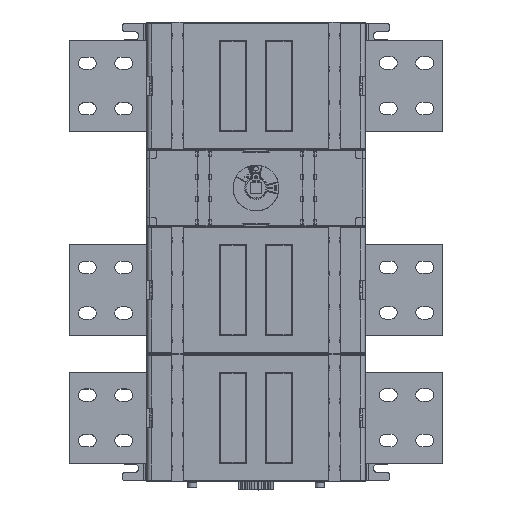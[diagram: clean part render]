
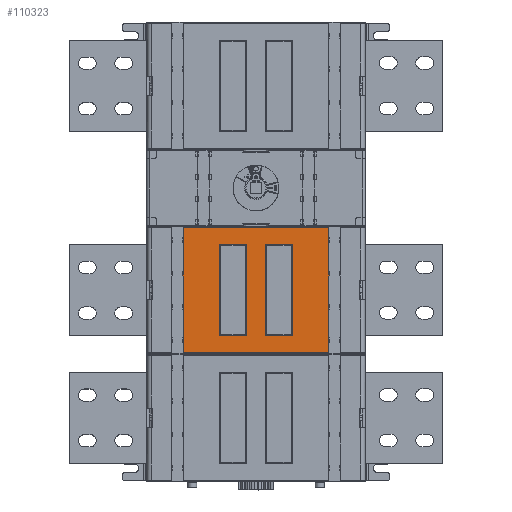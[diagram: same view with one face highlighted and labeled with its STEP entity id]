
A CAD part, top view. The second image highlights one B-rep face of the part: STEP entity #110323.
In plain terms, the highlighted planar face has unit normal (0, 0, 1).
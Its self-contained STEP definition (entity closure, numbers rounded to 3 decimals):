
#32197=DIRECTION('',(0.,1.,0.));
#32198=VECTOR('',#32197,137.022);
#32199=CARTESIAN_POINT('',(90.991,-236.679,
205.792));
#32200=LINE('',#32199,#32198);
#32289=CARTESIAN_POINT('',(-0.009,-217.168,
205.792));
#32290=DIRECTION('',(0.,0.,1.));
#32291=DIRECTION('',(0.,-1.,0.));
#32292=AXIS2_PLACEMENT_3D('',#32289,#32290,#32291);
#32294=CARTESIAN_POINT('',(-0.009,-119.168,
205.792));
#32295=DIRECTION('',(0.,0.,1.));
#32296=DIRECTION('',(1.,0.,0.));
#32297=AXIS2_PLACEMENT_3D('',#32294,#32295,#32296);
#32299=CARTESIAN_POINT('',(-28.009,-119.168,
205.792));
#32300=DIRECTION('',(0.,0.,1.));
#32301=DIRECTION('',(0.,1.,0.));
#32302=AXIS2_PLACEMENT_3D('',#32299,#32300,#32301);
#32304=CARTESIAN_POINT('',(-28.009,-217.168,
205.792));
#32305=DIRECTION('',(0.,0.,1.));
#32306=DIRECTION('',(-1.,0.,0.));
#32307=AXIS2_PLACEMENT_3D('',#32304,#32305,#32306);
#32309=CARTESIAN_POINT('',(21.991,-119.168,
205.792));
#32310=DIRECTION('',(0.,0.,1.));
#32311=DIRECTION('',(0.,1.,0.));
#32312=AXIS2_PLACEMENT_3D('',#32309,#32310,#32311);
#32314=CARTESIAN_POINT('',(21.991,-217.168,
205.792));
#32315=DIRECTION('',(0.,0.,1.));
#32316=DIRECTION('',(-1.,0.,0.));
#32317=AXIS2_PLACEMENT_3D('',#32314,#32315,#32316);
#32319=CARTESIAN_POINT('',(49.991,-217.168,
205.792));
#32320=DIRECTION('',(0.,0.,1.));
#32321=DIRECTION('',(0.,-1.,0.));
#32322=AXIS2_PLACEMENT_3D('',#32319,#32320,#32321);
#32324=CARTESIAN_POINT('',(49.991,-119.168,
205.792));
#32325=DIRECTION('',(0.,0.,1.));
#32326=DIRECTION('',(1.,0.,0.));
#32327=AXIS2_PLACEMENT_3D('',#32324,#32325,#32326);
#32333=DIRECTION('',(-1.,0.,0.));
#32334=VECTOR('',#32333,160.);
#32335=CARTESIAN_POINT('',(90.991,-99.656,
205.792));
#32336=LINE('',#32335,#32334);
#32347=DIRECTION('',(0.,-1.,0.));
#32348=VECTOR('',#32347,137.022);
#32349=CARTESIAN_POINT('',(-69.009,-99.656,
205.792));
#32350=LINE('',#32349,#32348);
#32433=DIRECTION('',(1.,0.,0.));
#32434=VECTOR('',#32433,160.);
#32435=CARTESIAN_POINT('',(-69.009,-236.679,
205.792));
#32436=LINE('',#32435,#32434);
#32684=DIRECTION('',(-1.,0.,0.));
#32685=VECTOR('',#32684,28.);
#32686=CARTESIAN_POINT('',(-0.009,-218.168,
205.792));
#32687=LINE('',#32686,#32685);
#32719=DIRECTION('',(0.,1.,0.));
#32720=VECTOR('',#32719,98.);
#32721=CARTESIAN_POINT('',(-29.009,-217.168,
205.792));
#32722=LINE('',#32721,#32720);
#32754=DIRECTION('',(1.,0.,0.));
#32755=VECTOR('',#32754,28.);
#32756=CARTESIAN_POINT('',(-28.009,-118.168,
205.792));
#32757=LINE('',#32756,#32755);
#32902=DIRECTION('',(0.,-1.,0.));
#32903=VECTOR('',#32902,98.);
#32904=CARTESIAN_POINT('',(0.991,-119.168,
205.792));
#32905=LINE('',#32904,#32903);
#33029=DIRECTION('',(1.,0.,0.));
#33030=VECTOR('',#33029,28.);
#33031=CARTESIAN_POINT('',(21.991,-118.168,
205.792));
#33032=LINE('',#33031,#33030);
#33064=DIRECTION('',(0.,-1.,0.));
#33065=VECTOR('',#33064,98.);
#33066=CARTESIAN_POINT('',(50.991,-119.168,
205.792));
#33067=LINE('',#33066,#33065);
#33099=DIRECTION('',(-1.,0.,0.));
#33100=VECTOR('',#33099,28.);
#33101=CARTESIAN_POINT('',(49.991,-218.168,
205.792));
#33102=LINE('',#33101,#33100);
#33111=DIRECTION('',(0.,1.,0.));
#33112=VECTOR('',#33111,98.);
#33113=CARTESIAN_POINT('',(20.991,-217.168,
205.792));
#33114=LINE('',#33113,#33112);
#56900=CARTESIAN_POINT('',(90.991,-236.679,
205.792));
#56901=CARTESIAN_POINT('',(90.991,-99.656,
205.792));
#56902=VERTEX_POINT('',#56900);
#56903=VERTEX_POINT('',#56901);
#56920=CARTESIAN_POINT('',(-69.009,-99.656,
205.792));
#56921=VERTEX_POINT('',#56920);
#56922=CARTESIAN_POINT('',(-69.009,-236.679,
205.792));
#56923=VERTEX_POINT('',#56922);
#56924=CARTESIAN_POINT('',(-0.009,-218.168,
205.792));
#56925=CARTESIAN_POINT('',(0.991,-217.168,
205.792));
#56926=VERTEX_POINT('',#56924);
#56927=VERTEX_POINT('',#56925);
#56928=CARTESIAN_POINT('',(0.991,-119.168,
205.792));
#56929=VERTEX_POINT('',#56928);
#56930=CARTESIAN_POINT('',(-0.009,-118.168,
205.792));
#56931=VERTEX_POINT('',#56930);
#56932=CARTESIAN_POINT('',(-28.009,-118.168,
205.792));
#56933=VERTEX_POINT('',#56932);
#56934=CARTESIAN_POINT('',(-29.009,-119.168,
205.792));
#56935=VERTEX_POINT('',#56934);
#56936=CARTESIAN_POINT('',(-29.009,-217.168,
205.792));
#56937=VERTEX_POINT('',#56936);
#56938=CARTESIAN_POINT('',(-28.009,-218.168,
205.792));
#56939=VERTEX_POINT('',#56938);
#56940=CARTESIAN_POINT('',(21.991,-118.168,
205.792));
#56941=CARTESIAN_POINT('',(20.991,-119.168,
205.792));
#56942=VERTEX_POINT('',#56940);
#56943=VERTEX_POINT('',#56941);
#56944=CARTESIAN_POINT('',(20.991,-217.168,
205.792));
#56945=VERTEX_POINT('',#56944);
#56946=CARTESIAN_POINT('',(21.991,-218.168,
205.792));
#56947=VERTEX_POINT('',#56946);
#56948=CARTESIAN_POINT('',(49.991,-218.168,
205.792));
#56949=VERTEX_POINT('',#56948);
#56950=CARTESIAN_POINT('',(50.991,-217.168,
205.792));
#56951=VERTEX_POINT('',#56950);
#56952=CARTESIAN_POINT('',(50.991,-119.168,
205.792));
#56953=VERTEX_POINT('',#56952);
#56954=CARTESIAN_POINT('',(49.991,-118.168,
205.792));
#56955=VERTEX_POINT('',#56954);
#110273=CARTESIAN_POINT('',(10.991,-168.168,
205.792));
#110274=DIRECTION('',(0.,0.,1.));
#110275=DIRECTION('',(1.,0.,0.));
#110276=AXIS2_PLACEMENT_3D('',#110273,#110274,#110275);
#110277=PLANE('',#110276);
#110279=ORIENTED_EDGE('',*,*,#110278,.F.);
#110280=ORIENTED_EDGE('',*,*,#110226,.F.);
#110282=ORIENTED_EDGE('',*,*,#110281,.F.);
#110284=ORIENTED_EDGE('',*,*,#110283,.F.);
#110285=EDGE_LOOP('',(#110279,#110280,#110282,#110284));
#110286=FACE_OUTER_BOUND('',#110285,.F.);
#110288=ORIENTED_EDGE('',*,*,#110287,.T.);
#110290=ORIENTED_EDGE('',*,*,#110289,.F.);
#110292=ORIENTED_EDGE('',*,*,#110291,.T.);
#110294=ORIENTED_EDGE('',*,*,#110293,.F.);
#110296=ORIENTED_EDGE('',*,*,#110295,.T.);
#110298=ORIENTED_EDGE('',*,*,#110297,.F.);
#110300=ORIENTED_EDGE('',*,*,#110299,.T.);
#110302=ORIENTED_EDGE('',*,*,#110301,.F.);
#110303=EDGE_LOOP('',(#110288,#110290,#110292,#110294,#110296,#110298,#110300,
#110302));
#110304=FACE_BOUND('',#110303,.F.);
#110306=ORIENTED_EDGE('',*,*,#110305,.T.);
#110308=ORIENTED_EDGE('',*,*,#110307,.F.);
#110310=ORIENTED_EDGE('',*,*,#110309,.T.);
#110312=ORIENTED_EDGE('',*,*,#110311,.F.);
#110314=ORIENTED_EDGE('',*,*,#110313,.T.);
#110316=ORIENTED_EDGE('',*,*,#110315,.F.);
#110318=ORIENTED_EDGE('',*,*,#110317,.T.);
#110320=ORIENTED_EDGE('',*,*,#110319,.F.);
#110321=EDGE_LOOP('',(#110306,#110308,#110310,#110312,#110314,#110316,#110318,
#110320));
#110322=FACE_BOUND('',#110321,.F.);
#32293=CIRCLE('',#32292,1.);
#32298=CIRCLE('',#32297,1.);
#32303=CIRCLE('',#32302,1.);
#32308=CIRCLE('',#32307,1.);
#32313=CIRCLE('',#32312,1.);
#32318=CIRCLE('',#32317,1.);
#32323=CIRCLE('',#32322,1.);
#32328=CIRCLE('',#32327,1.);
#110226=EDGE_CURVE('',#56902,#56903,#32200,.T.);
#110278=EDGE_CURVE('',#56903,#56921,#32336,.T.);
#110281=EDGE_CURVE('',#56923,#56902,#32436,.T.);
#110283=EDGE_CURVE('',#56921,#56923,#32350,.T.);
#110287=EDGE_CURVE('',#56926,#56927,#32293,.T.);
#110289=EDGE_CURVE('',#56929,#56927,#32905,.T.);
#110291=EDGE_CURVE('',#56929,#56931,#32298,.T.);
#110293=EDGE_CURVE('',#56933,#56931,#32757,.T.);
#110295=EDGE_CURVE('',#56933,#56935,#32303,.T.);
#110297=EDGE_CURVE('',#56937,#56935,#32722,.T.);
#110299=EDGE_CURVE('',#56937,#56939,#32308,.T.);
#110301=EDGE_CURVE('',#56926,#56939,#32687,.T.);
#110305=EDGE_CURVE('',#56942,#56943,#32313,.T.);
#110307=EDGE_CURVE('',#56945,#56943,#33114,.T.);
#110309=EDGE_CURVE('',#56945,#56947,#32318,.T.);
#110311=EDGE_CURVE('',#56949,#56947,#33102,.T.);
#110313=EDGE_CURVE('',#56949,#56951,#32323,.T.);
#110315=EDGE_CURVE('',#56953,#56951,#33067,.T.);
#110317=EDGE_CURVE('',#56953,#56955,#32328,.T.);
#110319=EDGE_CURVE('',#56942,#56955,#33032,.T.);
#110323=ADVANCED_FACE('',(#110286,#110304,#110322),#110277,.T.);
